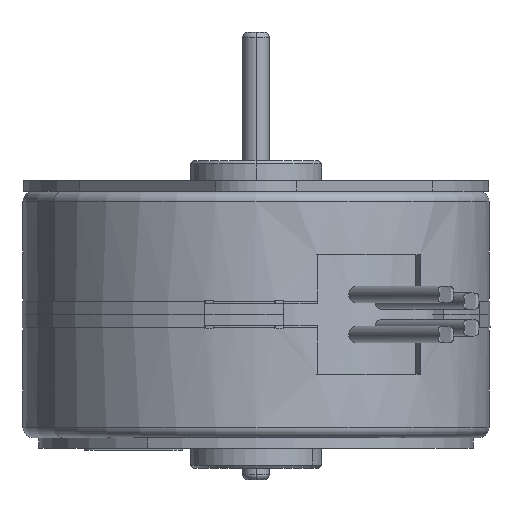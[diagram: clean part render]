
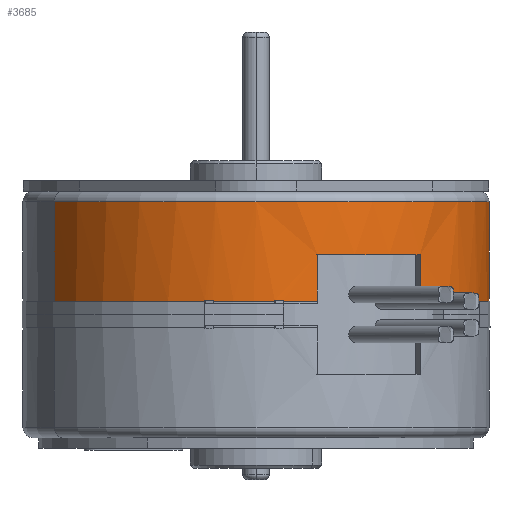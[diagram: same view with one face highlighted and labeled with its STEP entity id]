
A CAD part, left-side view. The second image highlights one B-rep face of the part: STEP entity #3685.
In plain terms, the highlighted cylindrical face has radius 17.767 mm (diameter 35.535 mm), a partial arc.
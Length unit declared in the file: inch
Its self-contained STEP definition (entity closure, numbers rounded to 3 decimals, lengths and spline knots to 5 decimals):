
#1978=DIRECTION('',(0.,0.,1.));
#1979=VECTOR('',#1978,0.002);
#1980=CARTESIAN_POINT('',(-0.64231,-0.27702,-0.042));
#1981=LINE('',#1980,#1979);
#2080=DIRECTION('',(0.,0.,1.));
#2081=VECTOR('',#2080,0.002);
#2082=CARTESIAN_POINT('',(-0.53112,-0.45521,-0.042));
#2083=LINE('',#2082,#2081);
#2133=DIRECTION('',(0.,0.,1.));
#2134=VECTOR('',#2133,0.14);
#2135=CARTESIAN_POINT('',(-0.67647,0.178,-0.18));
#2136=LINE('',#2135,#2134);
#2150=CARTESIAN_POINT('',(0.,0.,-0.18));
#2151=DIRECTION('',(0.,0.,1.));
#2152=DIRECTION('',(-0.967,0.254,0.));
#2153=AXIS2_PLACEMENT_3D('',#2150,#2151,#2152);
#2167=DIRECTION('',(0.,0.,1.));
#2168=VECTOR('',#2167,0.14);
#2169=CARTESIAN_POINT('',(-0.67647,-0.178,-0.18));
#2170=LINE('',#2169,#2168);
#2289=DIRECTION('',(0.,0.,1.));
#2290=VECTOR('',#2289,0.002);
#2291=CARTESIAN_POINT('',(-0.63188,-0.30005,-0.042));
#2292=LINE('',#2291,#2290);
#2309=CARTESIAN_POINT('',(0.,0.,-0.04));
#2310=DIRECTION('',(0.,0.,1.));
#2311=DIRECTION('',(-0.918,0.396,0.));
#2312=AXIS2_PLACEMENT_3D('',#2309,#2310,#2311);
#2314=CARTESIAN_POINT('',(0.,0.,-0.04));
#2315=DIRECTION('',(0.,0.,1.));
#2316=DIRECTION('',(-0.967,-0.254,0.));
#2317=AXIS2_PLACEMENT_3D('',#2314,#2315,#2316);
#2319=CARTESIAN_POINT('',(0.,0.,-0.04));
#2320=DIRECTION('',(0.,0.,1.));
#2321=DIRECTION('',(-0.903,-0.429,0.));
#2322=AXIS2_PLACEMENT_3D('',#2319,#2320,#2321);
#2324=CARTESIAN_POINT('',(0.,0.,-0.04));
#2325=DIRECTION('',(0.,0.,1.));
#2326=DIRECTION('',(-0.735,-0.678,0.));
#2327=AXIS2_PLACEMENT_3D('',#2324,#2325,#2326);
#2329=CARTESIAN_POINT('',(0.,0.,-0.04));
#2330=DIRECTION('',(0.,0.,1.));
#2331=DIRECTION('',(0.,1.,0.));
#2332=AXIS2_PLACEMENT_3D('',#2329,#2330,#2331);
#2334=CARTESIAN_POINT('',(0.,0.,-0.04));
#2335=DIRECTION('',(0.,0.,1.));
#2336=DIRECTION('',(-0.759,0.651,0.));
#2337=AXIS2_PLACEMENT_3D('',#2334,#2335,#2336);
#2348=CARTESIAN_POINT('',(0.,0.,-0.042));
#2349=DIRECTION('',(0.,0.,1.));
#2350=DIRECTION('',(-0.918,-0.396,0.));
#2351=AXIS2_PLACEMENT_3D('',#2348,#2349,#2350);
#2382=DIRECTION('',(0.,0.,-1.));
#2383=VECTOR('',#2382,0.298);
#2384=CARTESIAN_POINT('',(0.,0.6995,-0.04));
#2385=LINE('',#2384,#2383);
#2386=DIRECTION('',(0.,0.,-1.));
#2387=VECTOR('',#2386,0.298);
#2388=CARTESIAN_POINT('',(0.,-0.6995,-0.04));
#2389=LINE('',#2388,#2387);
#2408=DIRECTION('',(0.,0.,1.));
#2409=VECTOR('',#2408,0.002);
#2410=CARTESIAN_POINT('',(-0.51432,-0.47411,-0.042));
#2411=LINE('',#2410,#2409);
#2444=DIRECTION('',(0.,0.,1.));
#2445=VECTOR('',#2444,0.002);
#2446=CARTESIAN_POINT('',(-0.51432,0.47411,-0.042));
#2447=LINE('',#2446,#2445);
#2477=CARTESIAN_POINT('',(0.,0.,-0.042));
#2478=DIRECTION('',(0.,0.,1.));
#2479=DIRECTION('',(-0.735,0.678,0.));
#2480=AXIS2_PLACEMENT_3D('',#2477,#2478,#2479);
#2508=DIRECTION('',(0.,0.,1.));
#2509=VECTOR('',#2508,0.002);
#2510=CARTESIAN_POINT('',(-0.53112,0.45521,-0.042));
#2511=LINE('',#2510,#2509);
#2564=DIRECTION('',(0.,0.,1.));
#2565=VECTOR('',#2564,0.002);
#2566=CARTESIAN_POINT('',(-0.63188,0.30005,-0.042));
#2567=LINE('',#2566,#2565);
#2597=CARTESIAN_POINT('',(0.,0.,-0.042));
#2598=DIRECTION('',(0.,0.,1.));
#2599=DIRECTION('',(-0.903,0.429,0.));
#2600=AXIS2_PLACEMENT_3D('',#2597,#2598,#2599);
#2640=DIRECTION('',(0.,0.,1.));
#2641=VECTOR('',#2640,0.002);
#2642=CARTESIAN_POINT('',(-0.64231,0.27702,-0.042));
#2643=LINE('',#2642,#2641);
#2653=CARTESIAN_POINT('',(0.,0.,-0.042));
#2654=DIRECTION('',(0.,0.,1.));
#2655=DIRECTION('',(-0.759,-0.651,0.));
#2656=AXIS2_PLACEMENT_3D('',#2653,#2654,#2655);
#2707=CARTESIAN_POINT('',(0.,0.,-0.338));
#2708=DIRECTION('',(0.,0.,1.));
#2709=DIRECTION('',(0.,1.,0.));
#2710=AXIS2_PLACEMENT_3D('',#2707,#2708,#2709);
#2766=CARTESIAN_POINT('',(0.,0.6995,-0.04));
#2767=CARTESIAN_POINT('',(0.,0.6995,-0.338));
#2768=VERTEX_POINT('',#2766);
#2769=VERTEX_POINT('',#2767);
#2770=CARTESIAN_POINT('',(0.,-0.6995,-0.04));
#2771=CARTESIAN_POINT('',(0.,-0.6995,-0.338));
#2772=VERTEX_POINT('',#2770);
#2773=VERTEX_POINT('',#2771);
#2816=CARTESIAN_POINT('',(-0.51432,-0.47411,-0.042));
#2817=CARTESIAN_POINT('',(-0.51432,-0.47411,-0.04));
#2818=VERTEX_POINT('',#2816);
#2819=VERTEX_POINT('',#2817);
#2820=CARTESIAN_POINT('',(-0.53112,-0.45521,-0.042));
#2821=VERTEX_POINT('',#2820);
#2822=CARTESIAN_POINT('',(-0.53112,-0.45521,-0.04));
#2823=VERTEX_POINT('',#2822);
#2824=CARTESIAN_POINT('',(-0.63188,-0.30005,-0.042));
#2825=CARTESIAN_POINT('',(-0.63188,-0.30005,-0.04));
#2826=VERTEX_POINT('',#2824);
#2827=VERTEX_POINT('',#2825);
#2828=CARTESIAN_POINT('',(-0.64231,-0.27702,-0.042));
#2829=VERTEX_POINT('',#2828);
#2830=CARTESIAN_POINT('',(-0.64231,-0.27702,-0.04));
#2831=VERTEX_POINT('',#2830);
#2894=CARTESIAN_POINT('',(-0.51432,0.47411,-0.04));
#2895=VERTEX_POINT('',#2894);
#2896=CARTESIAN_POINT('',(-0.53112,0.45521,-0.04));
#2897=CARTESIAN_POINT('',(-0.63188,0.30005,-0.04));
#2898=VERTEX_POINT('',#2896);
#2899=VERTEX_POINT('',#2897);
#2954=CARTESIAN_POINT('',(-0.64231,0.27702,-0.04));
#2956=VERTEX_POINT('',#2954);
#2958=CARTESIAN_POINT('',(-0.64231,0.27702,-0.042));
#2959=VERTEX_POINT('',#2958);
#2960=CARTESIAN_POINT('',(-0.63188,0.30005,-0.042));
#2961=VERTEX_POINT('',#2960);
#2962=CARTESIAN_POINT('',(-0.53112,0.45521,-0.042));
#2963=VERTEX_POINT('',#2962);
#2964=CARTESIAN_POINT('',(-0.51432,0.47411,-0.042));
#2965=VERTEX_POINT('',#2964);
#2974=CARTESIAN_POINT('',(-0.67647,0.178,-0.04));
#2975=VERTEX_POINT('',#2974);
#2996=CARTESIAN_POINT('',(-0.67647,-0.178,-0.04));
#2997=VERTEX_POINT('',#2996);
#2998=CARTESIAN_POINT('',(-0.67647,0.178,-0.18));
#2999=VERTEX_POINT('',#2998);
#3000=CARTESIAN_POINT('',(-0.67647,-0.178,-0.18));
#3001=VERTEX_POINT('',#3000);
#3642=CARTESIAN_POINT('',(0.,0.,-0.3865));
#3643=DIRECTION('',(0.,0.,1.));
#3644=DIRECTION('',(0.,1.,0.));
#3645=AXIS2_PLACEMENT_3D('',#3642,#3643,#3644);
#3646=CYLINDRICAL_SURFACE('',#3645,0.6995);
#3647=ORIENTED_EDGE('',*,*,#3265,.T.);
#3648=ORIENTED_EDGE('',*,*,#3403,.F.);
#3649=ORIENTED_EDGE('',*,*,#3420,.T.);
#3650=ORIENTED_EDGE('',*,*,#3437,.T.);
#3651=ORIENTED_EDGE('',*,*,#3284,.T.);
#3652=ORIENTED_EDGE('',*,*,#3134,.F.);
#3654=ORIENTED_EDGE('',*,*,#3653,.T.);
#3655=ORIENTED_EDGE('',*,*,#3619,.T.);
#3656=ORIENTED_EDGE('',*,*,#3168,.T.);
#3657=ORIENTED_EDGE('',*,*,#3300,.F.);
#3659=ORIENTED_EDGE('',*,*,#3658,.T.);
#3661=ORIENTED_EDGE('',*,*,#3660,.T.);
#3662=ORIENTED_EDGE('',*,*,#3249,.T.);
#3664=ORIENTED_EDGE('',*,*,#3663,.T.);
#3666=ORIENTED_EDGE('',*,*,#3665,.F.);
#3668=ORIENTED_EDGE('',*,*,#3667,.F.);
#3669=ORIENTED_EDGE('',*,*,#3182,.T.);
#3671=ORIENTED_EDGE('',*,*,#3670,.F.);
#3673=ORIENTED_EDGE('',*,*,#3672,.T.);
#3675=ORIENTED_EDGE('',*,*,#3674,.T.);
#3676=ORIENTED_EDGE('',*,*,#3199,.T.);
#3678=ORIENTED_EDGE('',*,*,#3677,.F.);
#3680=ORIENTED_EDGE('',*,*,#3679,.T.);
#3682=ORIENTED_EDGE('',*,*,#3681,.T.);
#3683=EDGE_LOOP('',(#3647,#3648,#3649,#3650,#3651,#3652,#3654,#3655,#3656,#3657,
#3659,#3661,#3662,#3664,#3666,#3668,#3669,#3671,#3673,#3675,#3676,#3678,#3680,
#3682));
#3684=FACE_OUTER_BOUND('',#3683,.F.);
#3685=ADVANCED_FACE('',(#3684),#3646,.T.);
#2154=CIRCLE('',#2153,0.6995);
#2313=CIRCLE('',#2312,0.6995);
#2318=CIRCLE('',#2317,0.6995);
#2323=CIRCLE('',#2322,0.6995);
#2328=CIRCLE('',#2327,0.6995);
#2333=CIRCLE('',#2332,0.6995);
#2338=CIRCLE('',#2337,0.6995);
#2352=CIRCLE('',#2351,0.6995);
#2481=CIRCLE('',#2480,0.6995);
#2601=CIRCLE('',#2600,0.6995);
#2657=CIRCLE('',#2656,0.6995);
#2711=CIRCLE('',#2710,0.6995);
#3134=EDGE_CURVE('',#2829,#2831,#1981,.T.);
#3168=EDGE_CURVE('',#2827,#2823,#2323,.T.);
#3182=EDGE_CURVE('',#2768,#2895,#2333,.T.);
#3199=EDGE_CURVE('',#2898,#2899,#2338,.T.);
#3249=EDGE_CURVE('',#2819,#2772,#2328,.T.);
#3265=EDGE_CURVE('',#2956,#2975,#2313,.T.);
#3284=EDGE_CURVE('',#2997,#2831,#2318,.T.);
#3300=EDGE_CURVE('',#2821,#2823,#2083,.T.);
#3403=EDGE_CURVE('',#2999,#2975,#2136,.T.);
#3420=EDGE_CURVE('',#2999,#3001,#2154,.T.);
#3437=EDGE_CURVE('',#3001,#2997,#2170,.T.);
#3619=EDGE_CURVE('',#2826,#2827,#2292,.T.);
#3653=EDGE_CURVE('',#2829,#2826,#2352,.T.);
#3658=EDGE_CURVE('',#2821,#2818,#2657,.T.);
#3660=EDGE_CURVE('',#2818,#2819,#2411,.T.);
#3663=EDGE_CURVE('',#2772,#2773,#2389,.T.);
#3665=EDGE_CURVE('',#2769,#2773,#2711,.T.);
#3667=EDGE_CURVE('',#2768,#2769,#2385,.T.);
#3670=EDGE_CURVE('',#2965,#2895,#2447,.T.);
#3672=EDGE_CURVE('',#2965,#2963,#2481,.T.);
#3674=EDGE_CURVE('',#2963,#2898,#2511,.T.);
#3677=EDGE_CURVE('',#2961,#2899,#2567,.T.);
#3679=EDGE_CURVE('',#2961,#2959,#2601,.T.);
#3681=EDGE_CURVE('',#2959,#2956,#2643,.T.);
